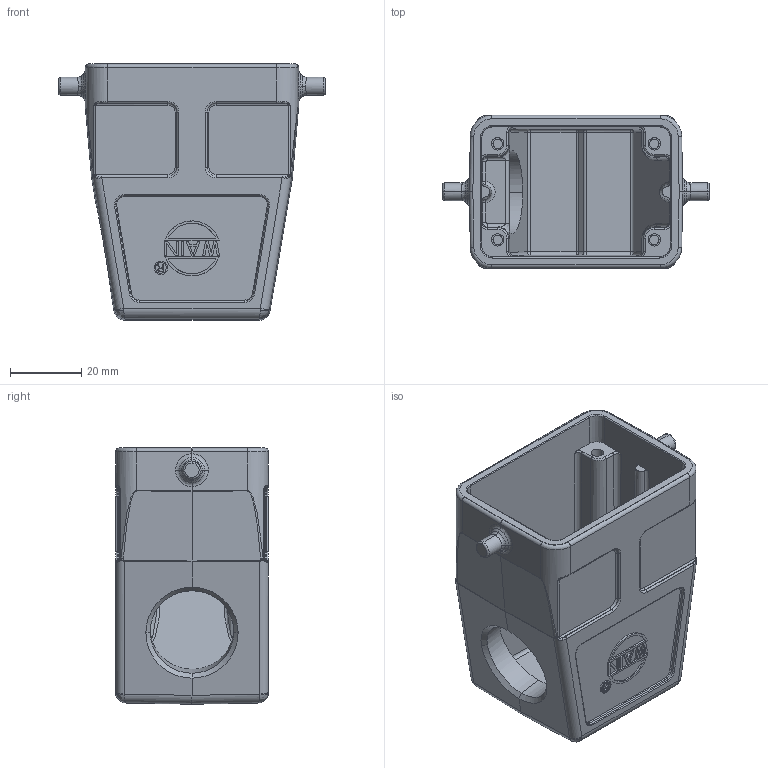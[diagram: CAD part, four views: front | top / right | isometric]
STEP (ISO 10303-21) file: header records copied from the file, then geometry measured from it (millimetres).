
FILE_DESCRIPTION((''),'2;1');
FILE_NAME('3D_1110065105004_H6B-SEH-2B-M32','2019-04-09T',('sh.ye'),(''),'PRO/ENGINEER BY PARAMETRIC TECHNOLOGY CORPORATION, 2015240','PRO/ENGINEER BY PARAMETRIC TECHNOLOGY CORPORATION, 2015240','');
FILE_SCHEMA(('AUTOMOTIVE_DESIGN { 1 0 10303 214 1 1 1 1 }'));
Length unit declared in the file: millimetre
Products named in the file (1): 3D_1110065105004_H6B-SEH-2B-M32
Bounding box: 75 x 43 x 72.1 mm (x, y, z)
Volume: 54882.2 mm3; surface area: 28464.7 mm2
Topology: 1 solids, 1 shells, 612 faces, 1467 edges, 882 vertices
Faces by surface type: plane 244, cylinder 165, bspline 90, torus 77, cone 18, sphere 10, extrusion 8
Entity records: 22882 total; most frequent: CARTESIAN_POINT 9275, ORIENTED_EDGE 2914, DIRECTION 2660, EDGE_CURVE 1457, AXIS2_PLACEMENT_3D 935, VERTEX_POINT 882, VECTOR 790, LINE 782
